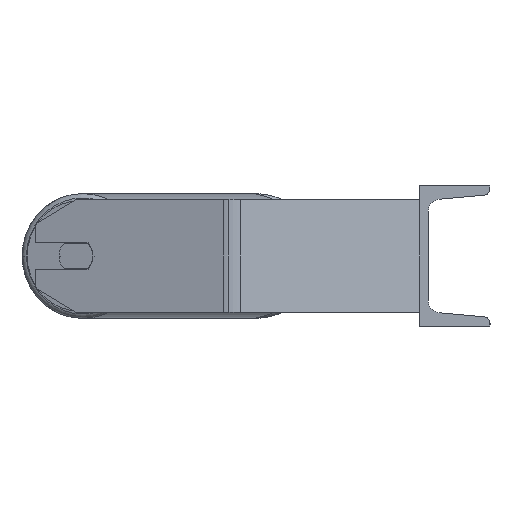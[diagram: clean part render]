
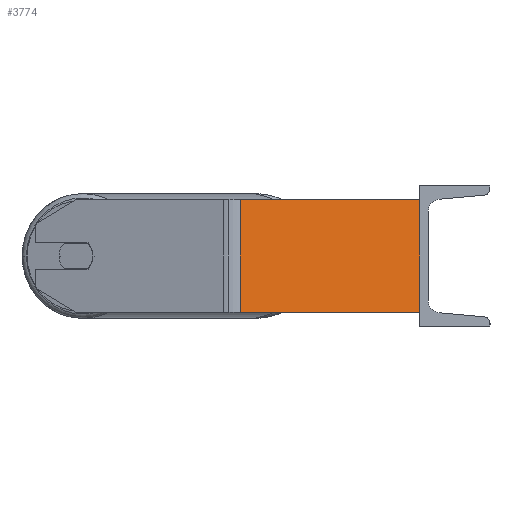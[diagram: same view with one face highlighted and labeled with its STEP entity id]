
A CAD part, left-side view. The second image highlights one B-rep face of the part: STEP entity #3774.
In plain terms, the highlighted planar face has unit normal (-0.866, -0.5, 0).
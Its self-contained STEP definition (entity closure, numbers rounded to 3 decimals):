
#256 = ORIENTED_EDGE ( 'NONE', *, *, #3126, .F. ) ;
#263 = CARTESIAN_POINT ( 'NONE',  ( -762.273, 133.84, 40. ) ) ;
#709 = CARTESIAN_POINT ( 'NONE',  ( -762.273, 133.84, 40. ) ) ;
#771 = EDGE_CURVE ( 'NONE', #1071, #6105, #3236, .T. ) ;
#807 = DIRECTION ( 'NONE',  ( 0.5, -0.866, 0. ) ) ;
#1071 = VERTEX_POINT ( 'NONE', #5970 ) ;
#1576 = CARTESIAN_POINT ( 'NONE',  ( -685., 0., -40. ) ) ;
#1821 = ORIENTED_EDGE ( 'NONE', *, *, #8142, .T. ) ;
#1823 = DIRECTION ( 'NONE',  ( 0.5, -0.866, 0. ) ) ;
#2185 = CARTESIAN_POINT ( 'NONE',  ( -758.959, 128.1, 40. ) ) ;
#2661 = ORIENTED_EDGE ( 'NONE', *, *, #771, .F. ) ;
#2794 = CARTESIAN_POINT ( 'NONE',  ( -762.273, 133.84, -40. ) ) ;
#3126 = EDGE_CURVE ( 'NONE', #6105, #5193, #5562, .T. ) ;
#3131 = VECTOR ( 'NONE', #4384, 1000. ) ;
#3236 = LINE ( 'NONE', #263, #6908 ) ;
#3774 = ADVANCED_FACE ( 'NONE', ( #5020 ), #7848, .F. ) ;
#4261 = VECTOR ( 'NONE', #807, 1000. ) ;
#4262 = DIRECTION ( 'NONE',  ( 0.866, 0.5, 0. ) ) ;
#4384 = DIRECTION ( 'NONE',  ( 0., 0., -1. ) ) ;
#4801 = EDGE_CURVE ( 'NONE', #1071, #5021, #8673, .T. ) ;
#4813 = CARTESIAN_POINT ( 'NONE',  ( -685., 0., 40. ) ) ;
#4897 = CARTESIAN_POINT ( 'NONE',  ( -758.959, 128.1, -40. ) ) ;
#5020 = FACE_OUTER_BOUND ( 'NONE', #7407, .T. ) ;
#5021 = VERTEX_POINT ( 'NONE', #4897 ) ;
#5193 = VERTEX_POINT ( 'NONE', #1576 ) ;
#5562 = LINE ( 'NONE', #4813, #8307 ) ;
#5970 = CARTESIAN_POINT ( 'NONE',  ( -758.959, 128.1, 40. ) ) ;
#6105 = VERTEX_POINT ( 'NONE', #7964 ) ;
#6248 = DIRECTION ( 'NONE',  ( 0., 0., -1. ) ) ;
#6333 = DIRECTION ( 'NONE',  ( -0.5, 0.866, 0. ) ) ;
#6682 = ORIENTED_EDGE ( 'NONE', *, *, #4801, .T. ) ;
#6908 = VECTOR ( 'NONE', #1823, 1000. ) ;
#7407 = EDGE_LOOP ( 'NONE', ( #1821, #256, #2661, #6682 ) ) ;
#7825 = LINE ( 'NONE', #2794, #4261 ) ;
#7848 = PLANE ( 'NONE',  #8005 ) ;
#7964 = CARTESIAN_POINT ( 'NONE',  ( -685., 0., 40. ) ) ;
#8005 = AXIS2_PLACEMENT_3D ( 'NONE', #709, #4262, #6333 ) ;
#8142 = EDGE_CURVE ( 'NONE', #5021, #5193, #7825, .T. ) ;
#8307 = VECTOR ( 'NONE', #6248, 1000. ) ;
#8673 = LINE ( 'NONE', #2185, #3131 ) ;
